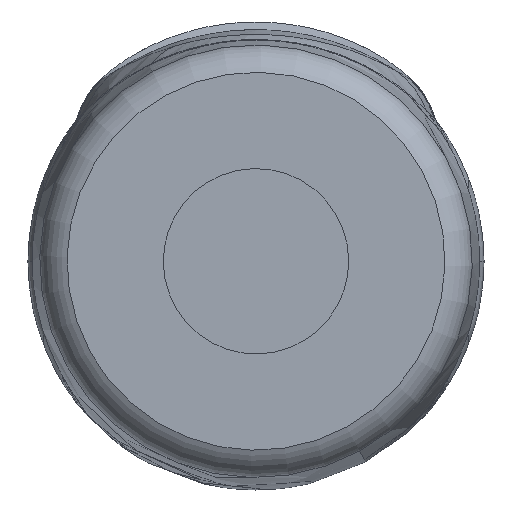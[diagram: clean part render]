
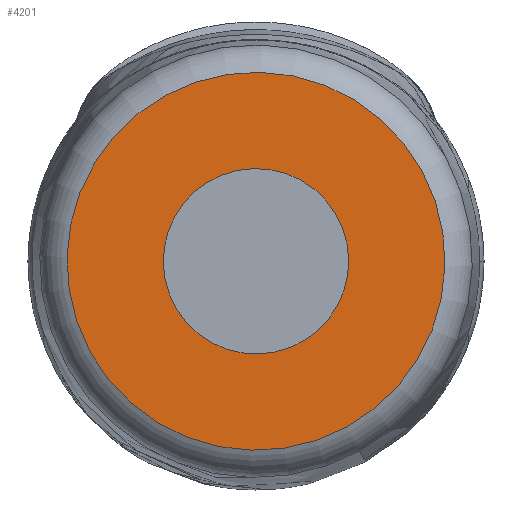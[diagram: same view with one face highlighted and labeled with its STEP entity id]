
A CAD part, front view. The second image highlights one B-rep face of the part: STEP entity #4201.
In plain terms, the highlighted planar face has unit normal (0, -1, 0).
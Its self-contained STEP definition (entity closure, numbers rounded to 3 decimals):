
#543=FACE_BOUND('',#1320,.T.);
#1050=FACE_OUTER_BOUND('',#1319,.T.);
#1319=EDGE_LOOP('',(#3703));
#1320=EDGE_LOOP('',(#3704));
#1539=CIRCLE('',#4531,13.25);
#1556=CIRCLE('',#4586,6.5);
#1912=VERTEX_POINT('',#11580);
#1949=VERTEX_POINT('',#12237);
#2481=EDGE_CURVE('',#1912,#1912,#1539,.T.);
#2559=EDGE_CURVE('',#1949,#1949,#1556,.F.);
#3703=ORIENTED_EDGE('',*,*,#2481,.T.);
#3704=ORIENTED_EDGE('',*,*,#2559,.T.);
#3980=PLANE('',#4585);
#4201=ADVANCED_FACE('',(#1050,#543),#3980,.T.);
#4531=AXIS2_PLACEMENT_3D('',#11581,#5358,#5359);
#4585=AXIS2_PLACEMENT_3D('',#12236,#5507,#5508);
#4586=AXIS2_PLACEMENT_3D('',#12238,#5509,#5510);
#5358=DIRECTION('center_axis',(0.,-1.,0.));
#5359=DIRECTION('ref_axis',(0.,0.,1.));
#5507=DIRECTION('center_axis',(0.,-1.,0.));
#5508=DIRECTION('ref_axis',(1.,0.,0.));
#5509=DIRECTION('center_axis',(0.,-1.,0.));
#5510=DIRECTION('ref_axis',(0.,0.,1.));
#11580=CARTESIAN_POINT('',(-6.352,0.,11.628));
#11581=CARTESIAN_POINT('Origin',(0.,0.,0.));
#12236=CARTESIAN_POINT('Origin',(0.,0.,13.25));
#12237=CARTESIAN_POINT('',(3.116,0.,5.704));
#12238=CARTESIAN_POINT('Origin',(0.,0.,0.));
